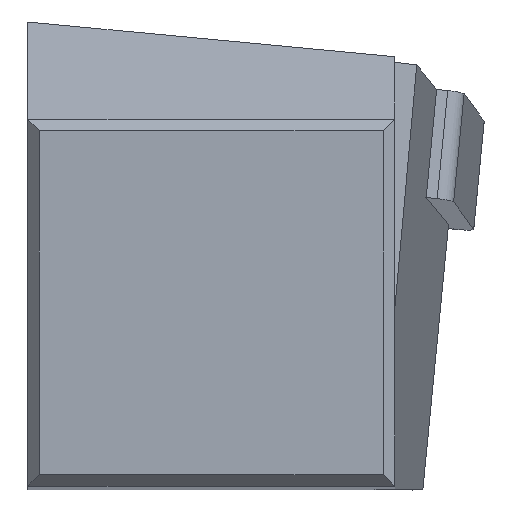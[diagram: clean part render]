
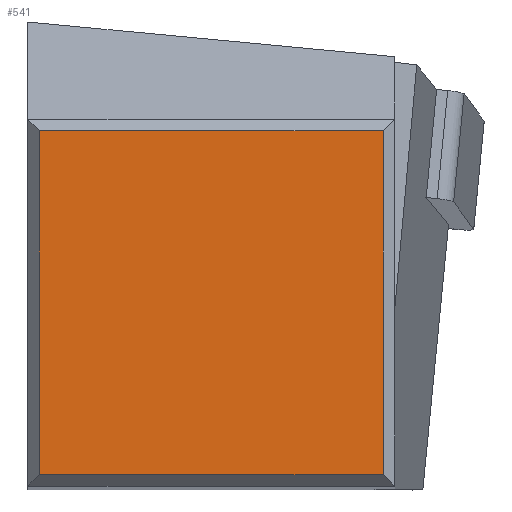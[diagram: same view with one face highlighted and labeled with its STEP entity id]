
A CAD part, top view. The second image highlights one B-rep face of the part: STEP entity #541.
In plain terms, the highlighted planar face has unit normal (0, 0, 1).
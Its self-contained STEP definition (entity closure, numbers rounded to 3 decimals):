
#112=DIRECTION('',(-1.,0.,0.));
#113=VECTOR('',#112,15.);
#114=CARTESIAN_POINT('',(15.5,15.5,0.));
#115=LINE('',#114,#113);
#119=DIRECTION('',(0.,1.,0.));
#120=VECTOR('',#119,15.);
#121=CARTESIAN_POINT('',(15.5,0.5,0.));
#122=LINE('',#121,#120);
#126=DIRECTION('',(1.,0.,0.));
#127=VECTOR('',#126,15.);
#128=CARTESIAN_POINT('',(0.5,0.5,0.));
#129=LINE('',#128,#127);
#133=DIRECTION('',(0.,-1.,0.));
#134=VECTOR('',#133,15.);
#135=CARTESIAN_POINT('',(0.5,15.5,0.));
#136=LINE('',#135,#134);
#476=CARTESIAN_POINT('',(15.5,15.5,0.));
#477=CARTESIAN_POINT('',(0.5,15.5,0.));
#478=VERTEX_POINT('',#476);
#479=VERTEX_POINT('',#477);
#480=CARTESIAN_POINT('',(0.5,0.5,0.));
#481=VERTEX_POINT('',#480);
#486=CARTESIAN_POINT('',(15.5,0.5,0.));
#487=VERTEX_POINT('',#486);
#526=CARTESIAN_POINT('',(0.,0.,0.));
#527=DIRECTION('',(0.,0.,-1.));
#528=DIRECTION('',(0.,1.,0.));
#529=AXIS2_PLACEMENT_3D('',#526,#527,#528);
#530=PLANE('',#529);
#532=ORIENTED_EDGE('',*,*,#531,.F.);
#534=ORIENTED_EDGE('',*,*,#533,.F.);
#536=ORIENTED_EDGE('',*,*,#535,.F.);
#538=ORIENTED_EDGE('',*,*,#537,.F.);
#539=EDGE_LOOP('',(#532,#534,#536,#538));
#540=FACE_OUTER_BOUND('',#539,.F.);
#531=EDGE_CURVE('',#478,#479,#115,.T.);
#533=EDGE_CURVE('',#487,#478,#122,.T.);
#535=EDGE_CURVE('',#481,#487,#129,.T.);
#537=EDGE_CURVE('',#479,#481,#136,.T.);
#541=ADVANCED_FACE('',(#540),#530,.F.);
